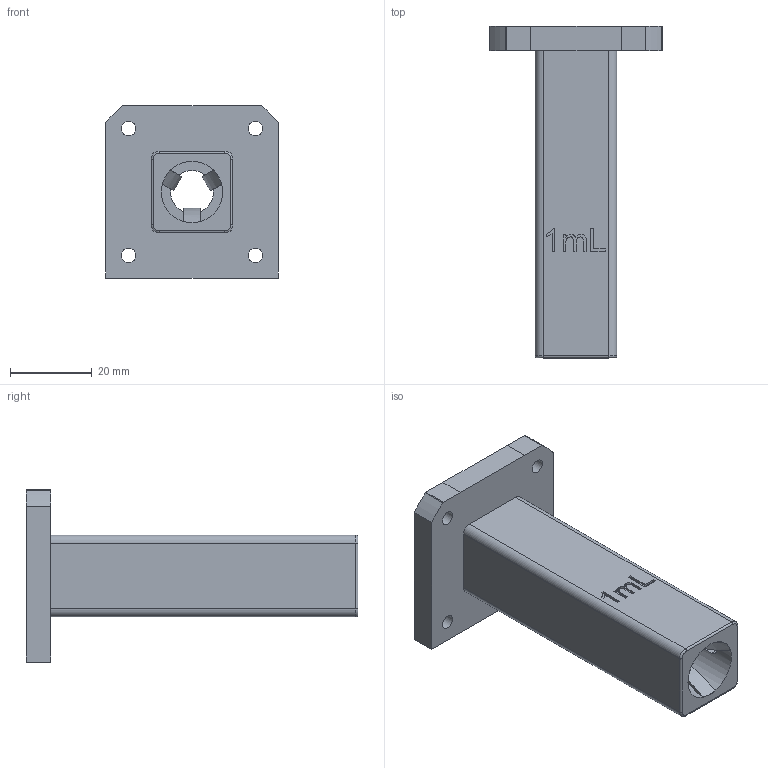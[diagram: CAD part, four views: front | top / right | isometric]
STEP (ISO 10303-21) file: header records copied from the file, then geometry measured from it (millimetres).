
FILE_DESCRIPTION(/* description */ (''),/* implementation_level */ '2;1');
FILE_NAME(/* name */ 'SyringeHolder for Hamilton 1001TLL.step',/* time_stamp */ '2021-06-15T14:53:01+02:00',/* author */ (''),/* organization */ (''),/* preprocessor_version */ 'ST-DEVELOPER v18.1',/* originating_system */ 'Autodesk Translation Framework v10.9.0.1377',/* authorisation */ '');
FILE_SCHEMA (('AUTOMOTIVE_DESIGN { 1 0 10303 214 3 1 1 }'));
Length unit declared in the file: millimetre
Products named in the file (1): SyringeHolder for Hamilton 1001TLL
Bounding box: 42 x 81 x 42 mm (x, y, z)
Volume: 25495.1 mm3; surface area: 14524.1 mm2
Topology: 1 solids, 1 shells, 123 faces, 343 edges, 226 vertices
Faces by surface type: plane 70, bspline 27, cylinder 22, torus 4
Full cylindrical faces by diameter (mm): 3.5 x4, 10.5 x1, 15 x1
Entity records: 4519 total; most frequent: CARTESIAN_POINT 1482, ORIENTED_EDGE 686, DIRECTION 508, EDGE_CURVE 343, VERTEX_POINT 226, LINE 212, VECTOR 212, AXIS2_PLACEMENT_3D 148
